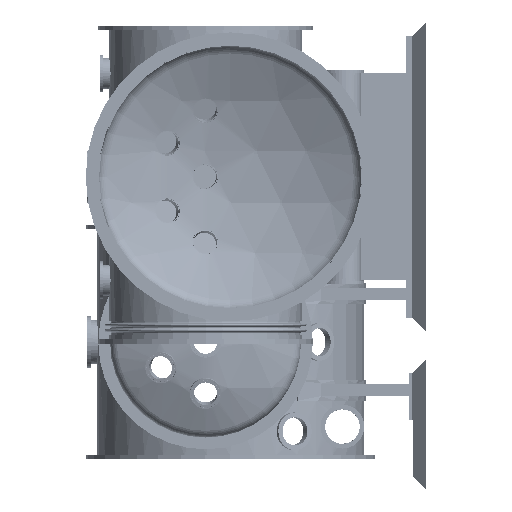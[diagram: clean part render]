
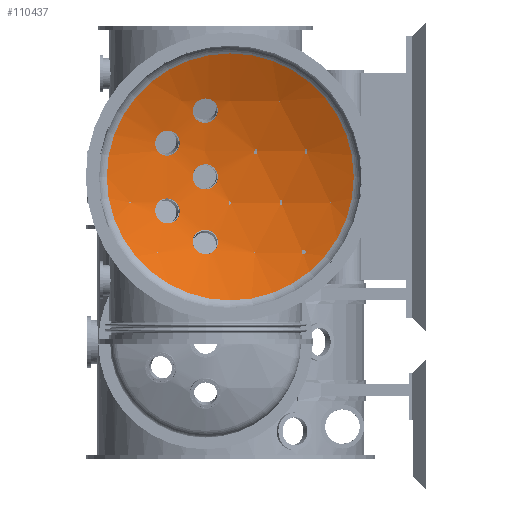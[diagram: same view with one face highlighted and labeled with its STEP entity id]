
A CAD part, left-side view. The second image highlights one B-rep face of the part: STEP entity #110437.
In plain terms, the highlighted spherical face has radius 2073.28 mm.
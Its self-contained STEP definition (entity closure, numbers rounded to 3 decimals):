
#4727 = ORIENTED_EDGE ( 'NONE', *, *, #127711, .T. ) ;
#5358 = CIRCLE ( 'NONE', #97151, 102.362 ) ;
#5659 = ORIENTED_EDGE ( 'NONE', *, *, #60939, .T. ) ;
#9177 = DIRECTION ( 'NONE',  ( -0.965, 0., -0.261 ) ) ;
#10054 = CARTESIAN_POINT ( 'NONE',  ( -635.702, 202.327, 327.887 ) ) ;
#10715 = EDGE_LOOP ( 'NONE', ( #32138 ) ) ;
#12373 = VERTEX_POINT ( 'NONE', #97075 ) ;
#18101 = CARTESIAN_POINT ( 'NONE',  ( 0., 304.2, 415.712 ) ) ;
#21669 = CIRCLE ( 'NONE', #86254, 102.362 ) ;
#26291 = ORIENTED_EDGE ( 'NONE', *, *, #110602, .T. ) ;
#27179 = FACE_BOUND ( 'NONE', #59511, .T. ) ;
#28670 = FACE_BOUND ( 'NONE', #10715, .T. ) ;
#29561 = VERTEX_POINT ( 'NONE', #145184 ) ;
#32138 = ORIENTED_EDGE ( 'NONE', *, *, #83816, .T. ) ;
#32658 = EDGE_LOOP ( 'NONE', ( #26291 ) ) ;
#33569 = DIRECTION ( 'NONE',  ( -0.967, 0., 0.256 ) ) ;
#34815 = CIRCLE ( 'NONE', #76871, 102.362 ) ;
#37413 = CARTESIAN_POINT ( 'NONE',  ( 275.656, 509.125, 353.039 ) ) ;
#41105 = FACE_OUTER_BOUND ( 'NONE', #50888, .T. ) ;
#45917 = DIRECTION ( 'NONE',  ( 0., 0.969, -0.248 ) ) ;
#48061 = VERTEX_POINT ( 'NONE', #10054 ) ;
#49551 = CIRCLE ( 'NONE', #133773, 1001.035 ) ;
#50888 = EDGE_LOOP ( 'NONE', ( #67741 ) ) ;
#55793 = AXIS2_PLACEMENT_3D ( 'NONE', #153107, #107431, #33569 ) ;
#59511 = EDGE_LOOP ( 'NONE', ( #4727 ) ) ;
#60939 = EDGE_CURVE ( 'NONE', #12373, #12373, #122894, .T. ) ;
#64177 = DIRECTION ( 'NONE',  ( 0., 0.098, 0.995 ) ) ;
#64339 = SPHERICAL_SURFACE ( 'NONE', #119288, 2073.275 ) ;
#66562 = VERTEX_POINT ( 'NONE', #114811 ) ;
#67741 = ORIENTED_EDGE ( 'NONE', *, *, #152836, .F. ) ;
#73366 = DIRECTION ( 'NONE',  ( 1., 0., 0. ) ) ;
#75963 = DIRECTION ( 'NONE',  ( 1., 0., 0. ) ) ;
#76871 = AXIS2_PLACEMENT_3D ( 'NONE', #136367, #64177, #113909 ) ;
#80055 = DIRECTION ( 'NONE',  ( -0.132, 0.246, 0.96 ) ) ;
#83816 = EDGE_CURVE ( 'NONE', #124560, #124560, #34815, .T. ) ;
#84710 = DIRECTION ( 'NONE',  ( 0.133, 0.246, 0.96 ) ) ;
#86024 = CIRCLE ( 'NONE', #100882, 102.362 ) ;
#86254 = AXIS2_PLACEMENT_3D ( 'NONE', #37413, #84710, #139020 ) ;
#87689 = FACE_BOUND ( 'NONE', #117933, .T. ) ;
#93049 = CARTESIAN_POINT ( 'NONE',  ( -536.875, 202.327, 354.553 ) ) ;
#97075 = CARTESIAN_POINT ( 'NONE',  ( 428.462, 202.327, 383.279 ) ) ;
#97151 = AXIS2_PLACEMENT_3D ( 'NONE', #93049, #115583, #9177 ) ;
#97981 = VERTEX_POINT ( 'NONE', #142880 ) ;
#100882 = AXIS2_PLACEMENT_3D ( 'NONE', #115113, #80055, #45917 ) ;
#107431 = DIRECTION ( 'NONE',  ( 0.255, 0.098, 0.962 ) ) ;
#110437 = ADVANCED_FACE ( 'NONE', ( #147374, #28670, #122681, #87689, #27179, #41105 ), #64339, .F. ) ;
#110602 = EDGE_CURVE ( 'NONE', #48061, #48061, #5358, .T. ) ;
#113909 = DIRECTION ( 'NONE',  ( 0., 0.995, -0.098 ) ) ;
#114811 = CARTESIAN_POINT ( 'NONE',  ( 275.656, 608.287, 327.646 ) ) ;
#115113 = CARTESIAN_POINT ( 'NONE',  ( -273.535, 509.125, 353.332 ) ) ;
#115583 = DIRECTION ( 'NONE',  ( -0.259, 0.098, 0.961 ) ) ;
#116217 = ORIENTED_EDGE ( 'NONE', *, *, #135404, .T. ) ;
#117933 = EDGE_LOOP ( 'NONE', ( #116217 ) ) ;
#119288 = AXIS2_PLACEMENT_3D ( 'NONE', #124980, #75963, #145855 ) ;
#122681 = FACE_BOUND ( 'NONE', #32658, .T. ) ;
#122894 = CIRCLE ( 'NONE', #55793, 102.362 ) ;
#124560 = VERTEX_POINT ( 'NONE', #18101 ) ;
#124980 = CARTESIAN_POINT ( 'NONE',  ( 0., 0., -1635.125 ) ) ;
#127711 = EDGE_CURVE ( 'NONE', #29561, #29561, #86024, .T. ) ;
#131351 = EDGE_LOOP ( 'NONE', ( #5659 ) ) ;
#131757 = DIRECTION ( 'NONE',  ( 0., 0., 1. ) ) ;
#132505 = CARTESIAN_POINT ( 'NONE',  ( 0., 0., 180.474 ) ) ;
#133773 = AXIS2_PLACEMENT_3D ( 'NONE', #132505, #131757, #73366 ) ;
#135404 = EDGE_CURVE ( 'NONE', #66562, #66562, #21669, .T. ) ;
#136367 = CARTESIAN_POINT ( 'NONE',  ( 0., 202.327, 425.713 ) ) ;
#139020 = DIRECTION ( 'NONE',  ( 0., 0.969, -0.248 ) ) ;
#142880 = CARTESIAN_POINT ( 'NONE',  ( 1001.035, 0., 180.474 ) ) ;
#145184 = CARTESIAN_POINT ( 'NONE',  ( -273.535, 608.288, 327.942 ) ) ;
#145855 = DIRECTION ( 'NONE',  ( 0., -1., 0. ) ) ;
#147374 = FACE_BOUND ( 'NONE', #131351, .T. ) ;
#152836 = EDGE_CURVE ( 'NONE', #97981, #97981, #49551, .T. ) ;
#153107 = CARTESIAN_POINT ( 'NONE',  ( 527.415, 202.327, 357.082 ) ) ;
